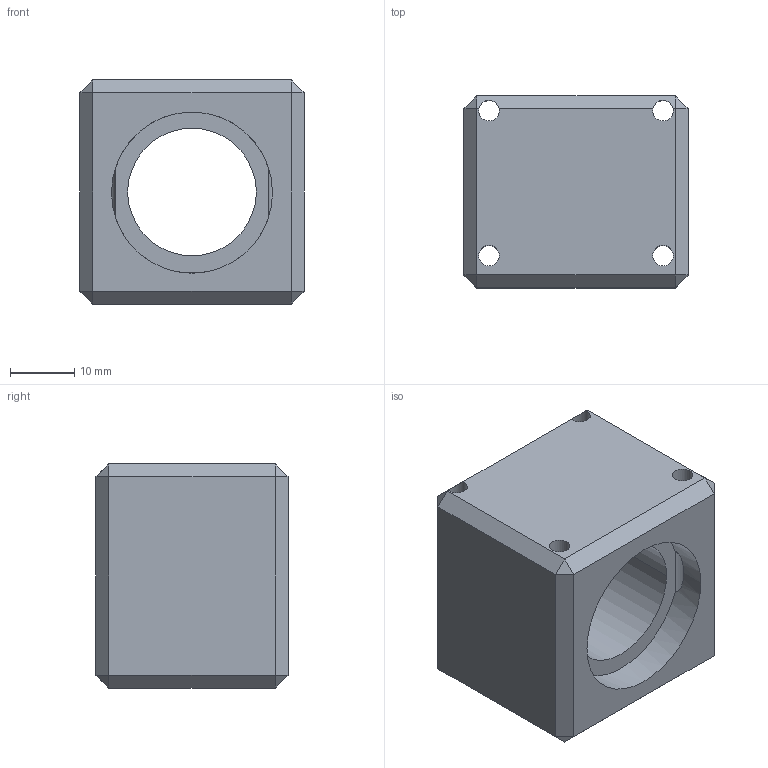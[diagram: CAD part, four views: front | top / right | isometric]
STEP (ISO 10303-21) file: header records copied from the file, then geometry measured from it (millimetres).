
FILE_DESCRIPTION(/* description */ (''),/* implementation_level */ '2;1');
FILE_NAME(/* name */ 'MIAB_Case_Opticscube_RMS_1.stp',/* time_stamp */ '2024-08-15T11:34:30+02:00',/* author */ ('diederichbenedict'),/* organization */ (''),/* preprocessor_version */ 'ST-DEVELOPER v20',/* originating_system */ 'Autodesk Inventor 2024',/* authorisation */ '');
FILE_SCHEMA (('AUTOMOTIVE_DESIGN { 1 0 10303 214 3 1 1 }'));
Length unit declared in the file: millimetre
Products named in the file (1): MIAB_Case_Opticscube_RMS_1
Bounding box: 34.8 x 29.8 x 34.8 mm (x, y, z)
Volume: 24082.1 mm3; surface area: 8689.3 mm2
Topology: 1 solids, 1 shells, 34 faces, 90 edges, 52 vertices
Faces by surface type: plane 27, cylinder 7
Full cylindrical faces by diameter (mm): 3.2 x4, 25 x1
Entity records: 1135 total; most frequent: CARTESIAN_POINT 226, ORIENTED_EDGE 180, DIRECTION 178, EDGE_CURVE 90, LINE 62, VECTOR 62, AXIS2_PLACEMENT_3D 58, VERTEX_POINT 52
